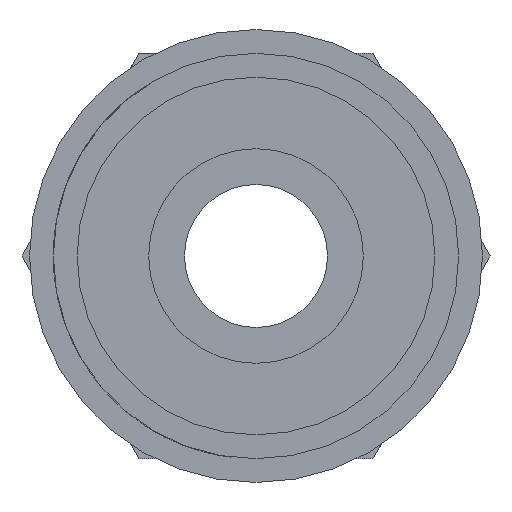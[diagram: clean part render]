
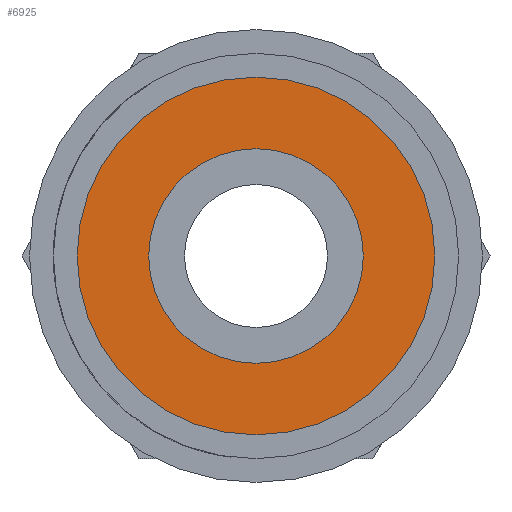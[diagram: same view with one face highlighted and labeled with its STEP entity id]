
A CAD part, left-side view. The second image highlights one B-rep face of the part: STEP entity #6925.
In plain terms, the highlighted planar face has unit normal (-1, 0, 0).
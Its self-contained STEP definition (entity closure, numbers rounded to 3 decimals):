
#128 = EDGE_LOOP ( 'NONE', ( #6516, #6721 ) ) ;
#163 = DIRECTION ( 'NONE',  ( -1., 0., 0. ) ) ;
#468 = CARTESIAN_POINT ( 'NONE',  ( 0., 0., -4.5 ) ) ;
#905 = AXIS2_PLACEMENT_3D ( 'NONE', #1743, #4384, #4431 ) ;
#949 = DIRECTION ( 'NONE',  ( 0., 0., 1. ) ) ;
#992 = CARTESIAN_POINT ( 'NONE',  ( 0., 0., 7.5 ) ) ;
#1066 = EDGE_CURVE ( 'NONE', #1424, #3739, #6947, .T. ) ;
#1189 = CIRCLE ( 'NONE', #2739, 4.5 ) ;
#1424 = VERTEX_POINT ( 'NONE', #2716 ) ;
#1509 = FACE_OUTER_BOUND ( 'NONE', #128, .T. ) ;
#1709 = EDGE_LOOP ( 'NONE', ( #7317, #2298 ) ) ;
#1743 = CARTESIAN_POINT ( 'NONE',  ( 0., 0., 0. ) ) ;
#1767 = DIRECTION ( 'NONE',  ( -1., 0., 0. ) ) ;
#1966 = CARTESIAN_POINT ( 'NONE',  ( 0., 0., 0. ) ) ;
#2018 = AXIS2_PLACEMENT_3D ( 'NONE', #2427, #1767, #4451 ) ;
#2298 = ORIENTED_EDGE ( 'NONE', *, *, #2626, .F. ) ;
#2300 = AXIS2_PLACEMENT_3D ( 'NONE', #8117, #4060, #6756 ) ;
#2427 = CARTESIAN_POINT ( 'NONE',  ( 0., 0., 0. ) ) ;
#2626 = EDGE_CURVE ( 'NONE', #5952, #4560, #3574, .T. ) ;
#2716 = CARTESIAN_POINT ( 'NONE',  ( 0., 0., -7.5 ) ) ;
#2739 = AXIS2_PLACEMENT_3D ( 'NONE', #1966, #7265, #3905 ) ;
#3387 = CARTESIAN_POINT ( 'NONE',  ( 0., 0., 4.5 ) ) ;
#3432 = AXIS2_PLACEMENT_3D ( 'NONE', #4292, #163, #949 ) ;
#3574 = CIRCLE ( 'NONE', #905, 4.5 ) ;
#3639 = EDGE_CURVE ( 'NONE', #4560, #5952, #1189, .T. ) ;
#3739 = VERTEX_POINT ( 'NONE', #992 ) ;
#3905 = DIRECTION ( 'NONE',  ( 0., 0., 1. ) ) ;
#4060 = DIRECTION ( 'NONE',  ( -1., 0., 0. ) ) ;
#4292 = CARTESIAN_POINT ( 'NONE',  ( 0., 0., 0. ) ) ;
#4384 = DIRECTION ( 'NONE',  ( -1., 0., 0. ) ) ;
#4431 = DIRECTION ( 'NONE',  ( 0., 0., 1. ) ) ;
#4451 = DIRECTION ( 'NONE',  ( 0., 0., 1. ) ) ;
#4560 = VERTEX_POINT ( 'NONE', #3387 ) ;
#5393 = FACE_BOUND ( 'NONE', #1709, .T. ) ;
#5496 = EDGE_CURVE ( 'NONE', #3739, #1424, #6120, .T. ) ;
#5952 = VERTEX_POINT ( 'NONE', #468 ) ;
#6120 = CIRCLE ( 'NONE', #3432, 7.5 ) ;
#6516 = ORIENTED_EDGE ( 'NONE', *, *, #5496, .T. ) ;
#6721 = ORIENTED_EDGE ( 'NONE', *, *, #1066, .T. ) ;
#6756 = DIRECTION ( 'NONE',  ( 0., 0., 1. ) ) ;
#6925 = ADVANCED_FACE ( 'NONE', ( #5393, #1509 ), #8072, .T. ) ;
#6947 = CIRCLE ( 'NONE', #2018, 7.5 ) ;
#7265 = DIRECTION ( 'NONE',  ( -1., 0., 0. ) ) ;
#7317 = ORIENTED_EDGE ( 'NONE', *, *, #3639, .F. ) ;
#8072 = PLANE ( 'NONE',  #2300 ) ;
#8117 = CARTESIAN_POINT ( 'NONE',  ( 0., 0., 0. ) ) ;
